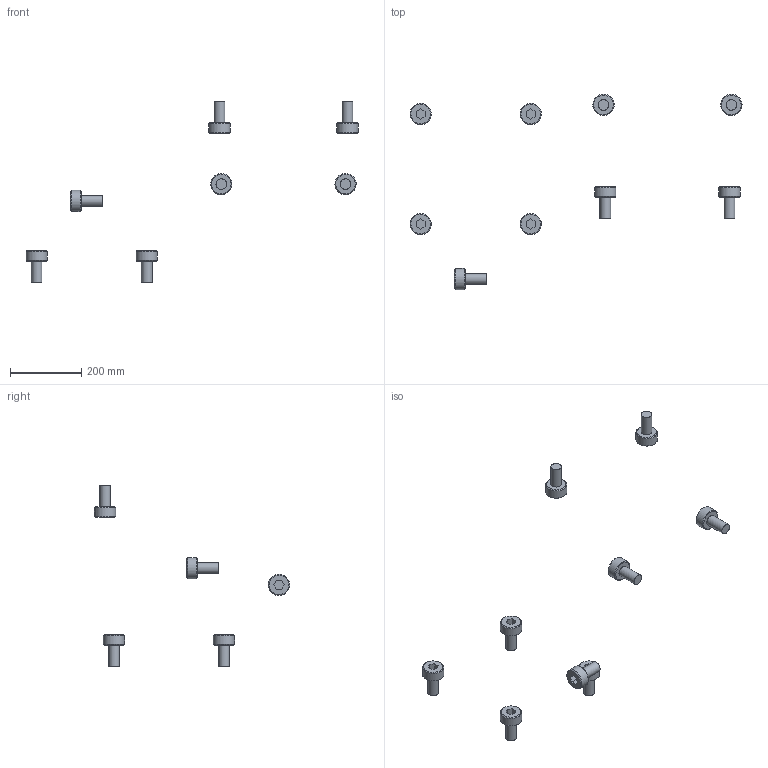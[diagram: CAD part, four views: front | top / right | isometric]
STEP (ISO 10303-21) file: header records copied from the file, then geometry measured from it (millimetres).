
FILE_DESCRIPTION(/* description */ (''),/* implementation_level */ '2;1');
FILE_NAME(/* name */ 'E-TKT_024-mechanic_m3_screw_ISO4762-M3x6',/* time_stamp */ '2023-04-19T16:06:49-03:00',/* author */ (''),/* organization */ (''),/* preprocessor_version */ 'ST-DEVELOPER v16.5',/* originating_system */ '',/* authorisation */ '');
FILE_SCHEMA (('AUTOMOTIVE_DESIGN'));
Length unit declared in the file: centimetre
Products named in the file (1): Document
Bounding box: 934.99 x 549.95 x 510 mm (x, y, z)
Volume: 1035681 mm3; surface area: 163399.5 mm2
Topology: 9 solids, 9 shells, 126 faces, 252 edges, 162 vertices
Faces by surface type: plane 90, bspline 36
Entity records: 3688 total; most frequent: CARTESIAN_POINT 1784, ORIENTED_EDGE 504, EDGE_CURVE 252, B_SPLINE_CURVE_WITH_KNOTS 180, VERTEX_POINT 162, EDGE_LOOP 144, ADVANCED_FACE 126, FACE_OUTER_BOUND 126
